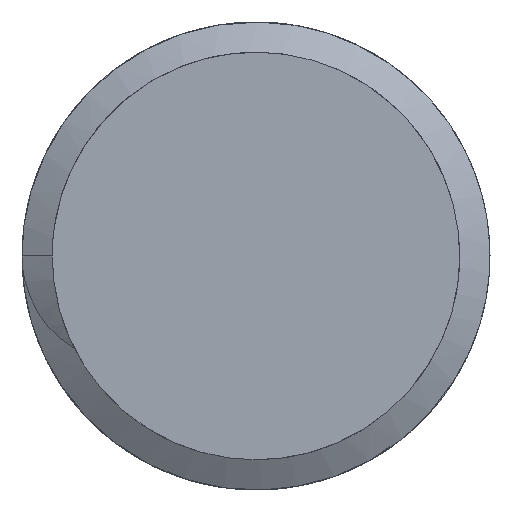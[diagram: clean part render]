
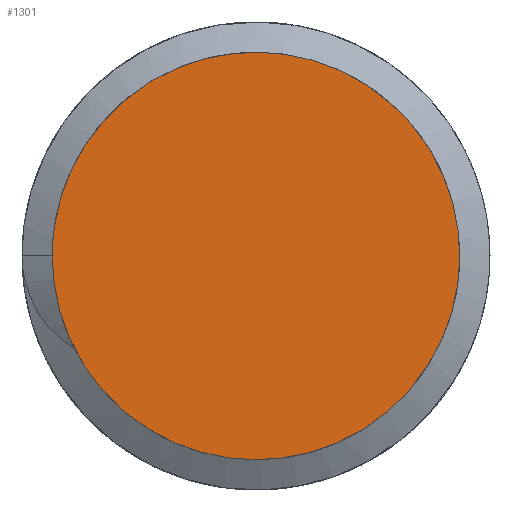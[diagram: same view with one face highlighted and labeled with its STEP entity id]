
A CAD part, left-side view. The second image highlights one B-rep face of the part: STEP entity #1301.
In plain terms, the highlighted free-form (B-spline) face has degree [1, 1] with [2, 2] control points.
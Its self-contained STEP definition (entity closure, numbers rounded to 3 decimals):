
#1280=CARTESIAN_POINT('',(0.,-15.75,15.75));
#1281=CARTESIAN_POINT('',(0.,-15.75,-15.75));
#1282=CARTESIAN_POINT('',(0.,15.75,15.75));
#1283=CARTESIAN_POINT('',(0.,15.75,-15.75));
#1284=B_SPLINE_SURFACE_WITH_KNOTS('',1,1,((#1280,#1281),(#1282,#1283)),.PLANE_SURF.,.F.,.F.,.U.,(2,2),(2,2),(-1.,2.),(-1.,2.),.UNSPECIFIED.);
#1285=CARTESIAN_POINT('',(0.,5.25,0.));
#1286=VERTEX_POINT('',#1285);
#1287=CARTESIAN_POINT('',(0.,5.25,0.));
#1288=CARTESIAN_POINT('',(0.,5.25,-5.25));
#1289=CARTESIAN_POINT('',(0.,0.,-5.25));
#1290=CARTESIAN_POINT('',(0.,-5.25,-5.25));
#1291=CARTESIAN_POINT('',(0.,-5.25,0.));
#1292=CARTESIAN_POINT('',(0.,-5.25,5.25));
#1293=CARTESIAN_POINT('',(0.,0.,5.25));
#1294=CARTESIAN_POINT('',(0.,5.25,5.25));
#1295=CARTESIAN_POINT('',(0.,5.25,0.));
#1296=(BOUNDED_CURVE()B_SPLINE_CURVE(2,(#1287,#1288,#1289,#1290,#1291,#1292,#1293,#1294,#1295),.CIRCULAR_ARC.,.T.,.U.)B_SPLINE_CURVE_WITH_KNOTS((3,2,2,2,3),(0.,0.25,0.5,0.75,1.),.UNSPECIFIED.)CURVE()GEOMETRIC_REPRESENTATION_ITEM()RATIONAL_B_SPLINE_CURVE((1.,0.707,1.,0.707,1.,0.707,1.,0.707,1.))REPRESENTATION_ITEM(''));
#1297=EDGE_CURVE('',#1286,#1286,#1296,.T.);
#1298=ORIENTED_EDGE('',*,*,#1297,.T.);
#1299=EDGE_LOOP('',(#1298));
#1300=FACE_OUTER_BOUND('',#1299,.T.);
#1301=ADVANCED_FACE('',(#1300),#1284,.T.);
